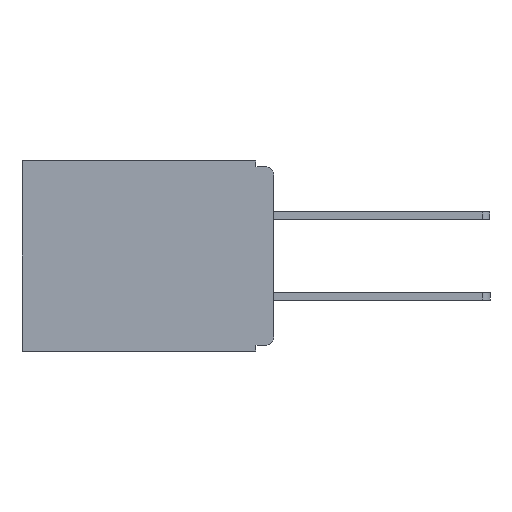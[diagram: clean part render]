
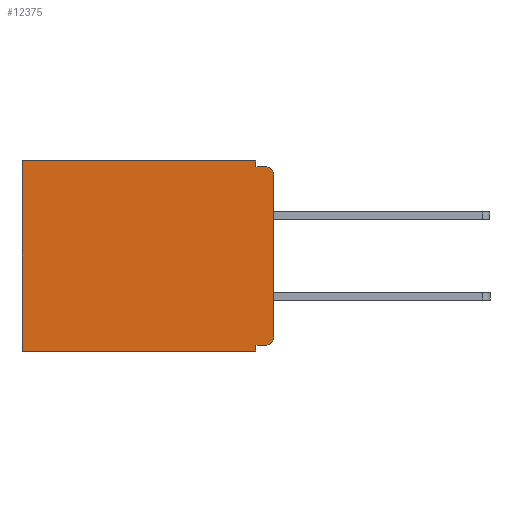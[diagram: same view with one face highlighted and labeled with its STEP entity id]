
A CAD part, left-side view. The second image highlights one B-rep face of the part: STEP entity #12375.
In plain terms, the highlighted planar face has unit normal (-1, 0, 0).
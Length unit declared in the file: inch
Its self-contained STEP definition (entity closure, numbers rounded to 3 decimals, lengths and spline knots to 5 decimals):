
#457 = ORIENTED_EDGE ( 'NONE', *, *, #2429, .T. ) ;
#650 = DIRECTION ( 'NONE',  ( 0., 0., -1. ) ) ;
#764 = VERTEX_POINT ( 'NONE', #6865 ) ;
#800 = VERTEX_POINT ( 'NONE', #11106 ) ;
#887 = DIRECTION ( 'NONE',  ( 0., 1., 0. ) ) ;
#1198 = LINE ( 'NONE', #5719, #12836 ) ;
#1589 = DIRECTION ( 'NONE',  ( 0., 0., -1. ) ) ;
#1728 = LINE ( 'NONE', #8090, #6000 ) ;
#1912 = EDGE_CURVE ( 'NONE', #800, #16348, #19327, .T. ) ;
#2136 = VERTEX_POINT ( 'NONE', #3758 ) ;
#2429 = EDGE_CURVE ( 'NONE', #18349, #2620, #8348, .T. ) ;
#2620 = VERTEX_POINT ( 'NONE', #5984 ) ;
#3001 = CARTESIAN_POINT ( 'NONE',  ( 0.3, 0., -0.33 ) ) ;
#3146 = DIRECTION ( 'NONE',  ( 0., 1., 0. ) ) ;
#3173 = CARTESIAN_POINT ( 'NONE',  ( 0.3, 0.031, -0.33 ) ) ;
#3189 = AXIS2_PLACEMENT_3D ( 'NONE', #16488, #10801, #1589 ) ;
#3277 = ORIENTED_EDGE ( 'NONE', *, *, #12858, .T. ) ;
#3455 = DIRECTION ( 'NONE',  ( 0., -1., 0. ) ) ;
#3539 = DIRECTION ( 'NONE',  ( 0., 0., -1. ) ) ;
#3754 = EDGE_CURVE ( 'NONE', #16122, #3772, #1728, .T. ) ;
#3758 = CARTESIAN_POINT ( 'NONE',  ( 0.3, 0.031, 0. ) ) ;
#3772 = VERTEX_POINT ( 'NONE', #14338 ) ;
#3806 = ORIENTED_EDGE ( 'NONE', *, *, #17168, .T. ) ;
#4347 = VERTEX_POINT ( 'NONE', #8510 ) ;
#4781 = PLANE ( 'NONE',  #3189 ) ;
#4811 = ORIENTED_EDGE ( 'NONE', *, *, #12819, .F. ) ;
#5274 = CARTESIAN_POINT ( 'NONE',  ( 0.3, 0.015, -0.025 ) ) ;
#5376 = CARTESIAN_POINT ( 'NONE',  ( 0.3, 0., 0. ) ) ;
#5614 = CARTESIAN_POINT ( 'NONE',  ( 0.3, 0., -0.025 ) ) ;
#5630 = AXIS2_PLACEMENT_3D ( 'NONE', #14844, #6141, #16278 ) ;
#5719 = CARTESIAN_POINT ( 'NONE',  ( 0.3, 0., -0.32 ) ) ;
#5984 = CARTESIAN_POINT ( 'NONE',  ( 0.3, 0.437, -0.33 ) ) ;
#6000 = VECTOR ( 'NONE', #16299, 39.37008 ) ;
#6141 = DIRECTION ( 'NONE',  ( -1., 0., 0. ) ) ;
#6286 = ORIENTED_EDGE ( 'NONE', *, *, #12423, .F. ) ;
#6745 = EDGE_CURVE ( 'NONE', #16348, #2620, #14572, .T. ) ;
#6820 = DIRECTION ( 'NONE',  ( 0., 0., -1. ) ) ;
#6861 = VECTOR ( 'NONE', #3146, 39.37008 ) ;
#6865 = CARTESIAN_POINT ( 'NONE',  ( 0.3, 0.015, -0.32 ) ) ;
#7419 = ORIENTED_EDGE ( 'NONE', *, *, #9245, .F. ) ;
#7857 = EDGE_CURVE ( 'NONE', #764, #3772, #17205, .T. ) ;
#8090 = CARTESIAN_POINT ( 'NONE',  ( 0.3, 0., -0.33 ) ) ;
#8348 = LINE ( 'NONE', #11222, #15109 ) ;
#8415 = CARTESIAN_POINT ( 'NONE',  ( 0.3, 0.437, 0. ) ) ;
#8510 = CARTESIAN_POINT ( 'NONE',  ( 0.3, 0.015, -0.01 ) ) ;
#8608 = LINE ( 'NONE', #12403, #9057 ) ;
#8640 = VECTOR ( 'NONE', #17014, 39.37008 ) ;
#8862 = DIRECTION ( 'NONE',  ( 0., 0., -1. ) ) ;
#8996 = CIRCLE ( 'NONE', #18843, 0.015 ) ;
#9057 = VECTOR ( 'NONE', #3455, 39.37008 ) ;
#9245 = EDGE_CURVE ( 'NONE', #13202, #4347, #8608, .T. ) ;
#9594 = CARTESIAN_POINT ( 'NONE',  ( 0.3, 0.031, 0. ) ) ;
#9999 = EDGE_LOOP ( 'NONE', ( #17362, #3277, #7419, #4811, #3806, #457, #12202, #17142, #6286, #10664 ) ) ;
#10532 = CARTESIAN_POINT ( 'NONE',  ( 0.3, 0.031, -0.01 ) ) ;
#10664 = ORIENTED_EDGE ( 'NONE', *, *, #7857, .T. ) ;
#10801 = DIRECTION ( 'NONE',  ( 1., 0., 0. ) ) ;
#11106 = CARTESIAN_POINT ( 'NONE',  ( 0.3, 0.031, -0.32 ) ) ;
#11222 = CARTESIAN_POINT ( 'NONE',  ( 0.3, 0.437, -0.33 ) ) ;
#11769 = VECTOR ( 'NONE', #650, 39.37008 ) ;
#12202 = ORIENTED_EDGE ( 'NONE', *, *, #6745, .F. ) ;
#12375 = ADVANCED_FACE ( 'NONE', ( #18182 ), #4781, .F. ) ;
#12403 = CARTESIAN_POINT ( 'NONE',  ( 0.3, 0., -0.01 ) ) ;
#12423 = EDGE_CURVE ( 'NONE', #764, #800, #1198, .T. ) ;
#12819 = EDGE_CURVE ( 'NONE', #2136, #13202, #17516, .T. ) ;
#12836 = VECTOR ( 'NONE', #887, 39.37008 ) ;
#12858 = EDGE_CURVE ( 'NONE', #16122, #4347, #8996, .T. ) ;
#12907 = LINE ( 'NONE', #5376, #8640 ) ;
#13202 = VERTEX_POINT ( 'NONE', #10532 ) ;
#13643 = CARTESIAN_POINT ( 'NONE',  ( 0.3, 0.031, -0.33 ) ) ;
#14338 = CARTESIAN_POINT ( 'NONE',  ( 0.3, 0., -0.305 ) ) ;
#14572 = LINE ( 'NONE', #3001, #6861 ) ;
#14844 = CARTESIAN_POINT ( 'NONE',  ( 0.3, 0.015, -0.305 ) ) ;
#15109 = VECTOR ( 'NONE', #8862, 39.37008 ) ;
#15506 = DIRECTION ( 'NONE',  ( -1., 0., 0. ) ) ;
#16122 = VERTEX_POINT ( 'NONE', #5614 ) ;
#16278 = DIRECTION ( 'NONE',  ( 0., 0., -1. ) ) ;
#16299 = DIRECTION ( 'NONE',  ( 0., 0., -1. ) ) ;
#16348 = VERTEX_POINT ( 'NONE', #13643 ) ;
#16488 = CARTESIAN_POINT ( 'NONE',  ( 0.3, 0., -0.33 ) ) ;
#17014 = DIRECTION ( 'NONE',  ( 0., 1., 0. ) ) ;
#17142 = ORIENTED_EDGE ( 'NONE', *, *, #1912, .F. ) ;
#17168 = EDGE_CURVE ( 'NONE', #2136, #18349, #12907, .T. ) ;
#17205 = CIRCLE ( 'NONE', #5630, 0.015 ) ;
#17362 = ORIENTED_EDGE ( 'NONE', *, *, #3754, .F. ) ;
#17516 = LINE ( 'NONE', #9594, #17957 ) ;
#17957 = VECTOR ( 'NONE', #3539, 39.37008 ) ;
#18182 = FACE_OUTER_BOUND ( 'NONE', #9999, .T. ) ;
#18349 = VERTEX_POINT ( 'NONE', #8415 ) ;
#18843 = AXIS2_PLACEMENT_3D ( 'NONE', #5274, #15506, #6820 ) ;
#19327 = LINE ( 'NONE', #3173, #11769 ) ;
